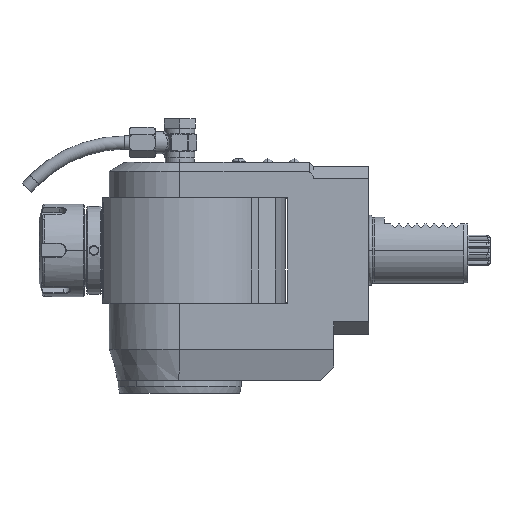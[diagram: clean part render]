
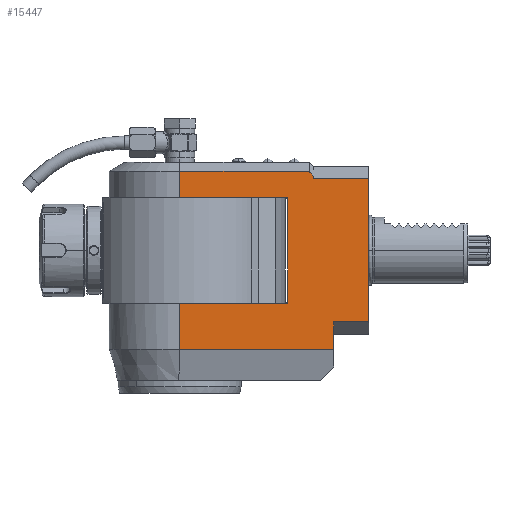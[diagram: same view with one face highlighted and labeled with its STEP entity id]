
A CAD part, left-side view. The second image highlights one B-rep face of the part: STEP entity #15447.
In plain terms, the highlighted planar face has unit normal (-1, 0, 0).
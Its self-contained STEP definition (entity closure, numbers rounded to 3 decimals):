
#266=DIRECTION('',(0.,1.,0.));
#267=VECTOR('',#266,59.);
#268=CARTESIAN_POINT('',(-32.,-59.,35.959));
#269=LINE('',#268,#267);
#290=DIRECTION('',(0.,0.,1.));
#291=VECTOR('',#290,0.5);
#292=CARTESIAN_POINT('',(-32.,-59.,35.459));
#293=LINE('',#292,#291);
#298=DIRECTION('',(0.,1.,0.));
#299=VECTOR('',#298,0.433);
#300=CARTESIAN_POINT('',(-32.,-59.433,35.459));
#301=LINE('',#300,#299);
#302=DIRECTION('',(0.,0.655,0.756));
#303=VECTOR('',#302,2.394);
#304=CARTESIAN_POINT('',(-32.,-61.,33.649));
#305=LINE('',#304,#303);
#306=DIRECTION('',(0.,-1.,0.));
#307=VECTOR('',#306,25.);
#308=CARTESIAN_POINT('',(-32.,-61.,32.515));
#309=LINE('',#308,#307);
#310=DIRECTION('',(0.,-1.,0.));
#311=VECTOR('',#310,16.);
#312=CARTESIAN_POINT('',(-32.,-70.,-32.515));
#313=LINE('',#312,#311);
#314=DIRECTION('',(0.,1.,0.));
#315=VECTOR('',#314,23.368);
#316=CARTESIAN_POINT('',(-32.,-49.,24.));
#317=LINE('',#316,#315);
#322=DIRECTION('',(0.,0.,-1.));
#323=VECTOR('',#322,11.959);
#324=CARTESIAN_POINT('',(-32.,0.,35.959));
#325=LINE('',#324,#323);
#331=DIRECTION('',(0.,-1.,0.));
#332=VECTOR('',#331,25.632);
#333=CARTESIAN_POINT('',(-32.,0.,24.));
#334=LINE('',#333,#332);
#365=DIRECTION('',(0.,1.,0.));
#366=VECTOR('',#365,23.368);
#367=CARTESIAN_POINT('',(-32.,-49.,-24.));
#368=LINE('',#367,#366);
#405=DIRECTION('',(0.,0.,-1.));
#406=VECTOR('',#405,48.);
#407=CARTESIAN_POINT('',(-32.,-49.,24.));
#408=LINE('',#407,#406);
#997=DIRECTION('',(0.,1.,0.));
#998=VECTOR('',#997,25.632);
#999=CARTESIAN_POINT('',(-32.,-25.632,-24.));
#1000=LINE('',#999,#998);
#1010=DIRECTION('',(0.,0.,-1.));
#1011=VECTOR('',#1010,21.);
#1012=CARTESIAN_POINT('',(-32.,0.,-24.));
#1013=LINE('',#1012,#1011);
#1018=CARTESIAN_POINT('',(-32.,0.,
-45.));
#1126=DIRECTION('',(0.,-1.,0.));
#1127=VECTOR('',#1126,70.);
#1128=CARTESIAN_POINT('',(-32.,0.,
-45.));
#1129=LINE('',#1128,#1127);
#1150=DIRECTION('',(0.,0.,1.));
#1151=VECTOR('',#1150,12.485);
#1152=CARTESIAN_POINT('',(-32.,-70.,-45.));
#1153=LINE('',#1152,#1151);
#1455=DIRECTION('',(0.,0.,-1.));
#1456=VECTOR('',#1455,65.03);
#1457=CARTESIAN_POINT('',(-32.,-86.,32.515));
#1458=LINE('',#1457,#1456);
#1667=DIRECTION('',(0.,0.,1.));
#1668=VECTOR('',#1667,1.134);
#1669=CARTESIAN_POINT('',(-32.,-61.,32.515));
#1670=LINE('',#1669,#1668);
#13651=CARTESIAN_POINT('',(-32.,-61.,33.649));
#13652=CARTESIAN_POINT('',(-32.,-59.433,35.459));
#13653=VERTEX_POINT('',#13651);
#13654=VERTEX_POINT('',#13652);
#14800=CARTESIAN_POINT('',(-32.,-86.,32.515));
#14802=VERTEX_POINT('',#14800);
#14807=CARTESIAN_POINT('',(-32.,-49.,24.));
#14808=CARTESIAN_POINT('',(-32.,-49.,-24.));
#14809=VERTEX_POINT('',#14807);
#14810=VERTEX_POINT('',#14808);
#14823=CARTESIAN_POINT('',(-32.,-25.632,-24.));
#14824=VERTEX_POINT('',#14823);
#14827=CARTESIAN_POINT('',(-32.,-25.632,24.));
#14828=VERTEX_POINT('',#14827);
#14839=CARTESIAN_POINT('',(-32.,-70.,-45.));
#14841=VERTEX_POINT('',#14839);
#14847=CARTESIAN_POINT('',(-32.,-86.,-32.515));
#14848=VERTEX_POINT('',#14847);
#14853=CARTESIAN_POINT('',(-32.,-70.,-32.515));
#14854=VERTEX_POINT('',#14853);
#14859=CARTESIAN_POINT('',(-32.,0.,35.959));
#14861=VERTEX_POINT('',#14859);
#14863=CARTESIAN_POINT('',(-32.,-59.,35.959));
#14864=VERTEX_POINT('',#14863);
#14909=VERTEX_POINT('',#1018);
#14914=CARTESIAN_POINT('',(-32.,-59.,35.459));
#14916=VERTEX_POINT('',#14914);
#15079=CARTESIAN_POINT('',(-32.,-61.,32.515));
#15080=VERTEX_POINT('',#15079);
#15085=CARTESIAN_POINT('',(-32.,0.,-24.));
#15086=VERTEX_POINT('',#15085);
#15088=CARTESIAN_POINT('',(-32.,0.,24.));
#15090=VERTEX_POINT('',#15088);
#15410=CARTESIAN_POINT('',(-32.,0.,-59.));
#15411=DIRECTION('',(-1.,0.,0.));
#15412=DIRECTION('',(0.,-1.,0.));
#15413=AXIS2_PLACEMENT_3D('',#15410,#15411,#15412);
#15414=PLANE('',#15413);
#15416=ORIENTED_EDGE('',*,*,#15415,.F.);
#15417=ORIENTED_EDGE('',*,*,#15359,.F.);
#15418=ORIENTED_EDGE('',*,*,#15404,.F.);
#15419=ORIENTED_EDGE('',*,*,#15393,.F.);
#15420=ORIENTED_EDGE('',*,*,#15380,.F.);
#15422=ORIENTED_EDGE('',*,*,#15421,.F.);
#15424=ORIENTED_EDGE('',*,*,#15423,.T.);
#15426=ORIENTED_EDGE('',*,*,#15425,.T.);
#15428=ORIENTED_EDGE('',*,*,#15427,.F.);
#15430=ORIENTED_EDGE('',*,*,#15429,.F.);
#15432=ORIENTED_EDGE('',*,*,#15431,.F.);
#15434=ORIENTED_EDGE('',*,*,#15433,.F.);
#15436=ORIENTED_EDGE('',*,*,#15435,.F.);
#15438=ORIENTED_EDGE('',*,*,#15437,.F.);
#15440=ORIENTED_EDGE('',*,*,#15439,.F.);
#15442=ORIENTED_EDGE('',*,*,#15441,.T.);
#15444=ORIENTED_EDGE('',*,*,#15443,.F.);
#15445=EDGE_LOOP('',(#15416,#15417,#15418,#15419,#15420,#15422,#15424,#15426,
#15428,#15430,#15432,#15434,#15436,#15438,#15440,#15442,#15444));
#15446=FACE_OUTER_BOUND('',#15445,.F.);
#15359=EDGE_CURVE('',#14864,#14861,#269,.T.);
#15380=EDGE_CURVE('',#13653,#13654,#305,.T.);
#15393=EDGE_CURVE('',#13654,#14916,#301,.T.);
#15404=EDGE_CURVE('',#14916,#14864,#293,.T.);
#15415=EDGE_CURVE('',#14861,#15090,#325,.T.);
#15421=EDGE_CURVE('',#15080,#13653,#1670,.T.);
#15423=EDGE_CURVE('',#15080,#14802,#309,.T.);
#15425=EDGE_CURVE('',#14802,#14848,#1458,.T.);
#15427=EDGE_CURVE('',#14854,#14848,#313,.T.);
#15429=EDGE_CURVE('',#14841,#14854,#1153,.T.);
#15431=EDGE_CURVE('',#14909,#14841,#1129,.T.);
#15433=EDGE_CURVE('',#15086,#14909,#1013,.T.);
#15435=EDGE_CURVE('',#14824,#15086,#1000,.T.);
#15437=EDGE_CURVE('',#14810,#14824,#368,.T.);
#15439=EDGE_CURVE('',#14809,#14810,#408,.T.);
#15441=EDGE_CURVE('',#14809,#14828,#317,.T.);
#15443=EDGE_CURVE('',#15090,#14828,#334,.T.);
#15447=ADVANCED_FACE('',(#15446),#15414,.T.);
